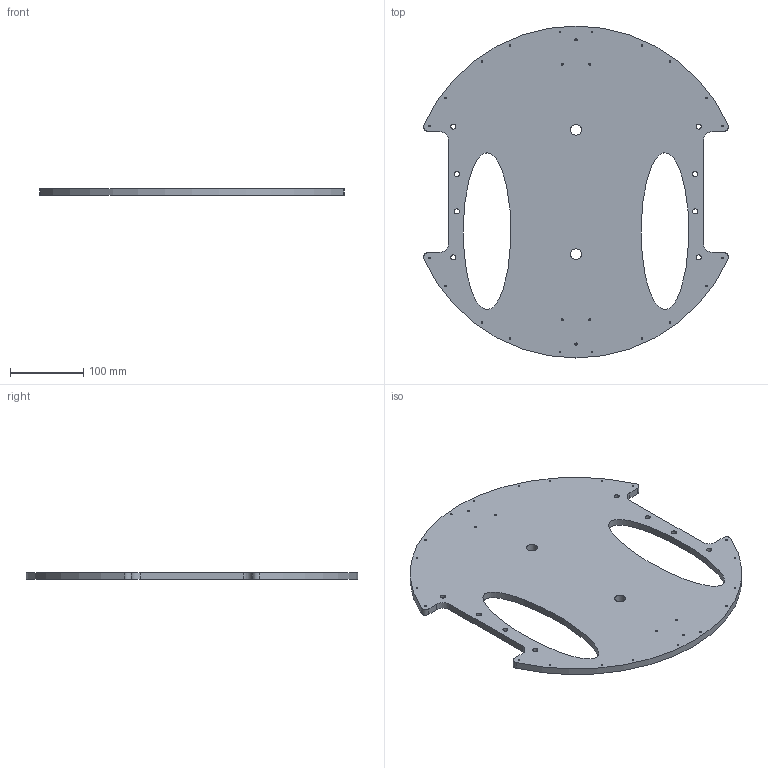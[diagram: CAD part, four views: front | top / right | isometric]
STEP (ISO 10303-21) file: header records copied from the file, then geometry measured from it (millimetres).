
FILE_DESCRIPTION(/* description */ (''),/* implementation_level */ '2;1');
FILE_NAME(/* name */ 'RoverBasePlate.step',/* time_stamp */ '2025-11-14T01:34:34-05:00',/* author */ (''),/* organization */ (''),/* preprocessor_version */ 'ST-DEVELOPER v20.1',/* originating_system */ 'Autodesk Translation Framework v14.21.0.0',/* authorisation */ '');
FILE_SCHEMA (('AUTOMOTIVE_DESIGN { 1 0 10303 214 3 1 1 }'));
Length unit declared in the file: millimetre
Products named in the file (1): 2025-11-13-18-55-45-521
Bounding box: 416.42 x 454.02 x 9.53 mm (x, y, z)
Volume: 1175012.3 mm3; surface area: 274541.3 mm2
Topology: 1 solids, 1 shells, 56 faces, 162 edges, 108 vertices
Faces by surface type: cylinder 46, plane 8, bspline 2
Full cylindrical faces by diameter (mm): 2.261 x20, 2.794 x6, 6.858 x8, 14.884 x2
Entity records: 2113 total; most frequent: DIRECTION 368, CARTESIAN_POINT 361, ORIENTED_EDGE 324, EDGE_CURVE 162, AXIS2_PLACEMENT_3D 151, EDGE_LOOP 132, VERTEX_POINT 108, CIRCLE 92
